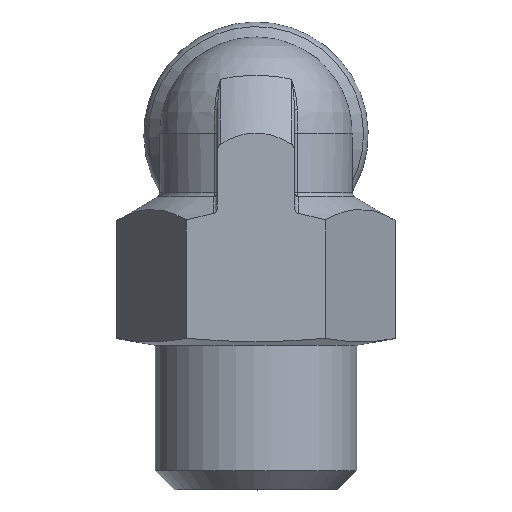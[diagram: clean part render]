
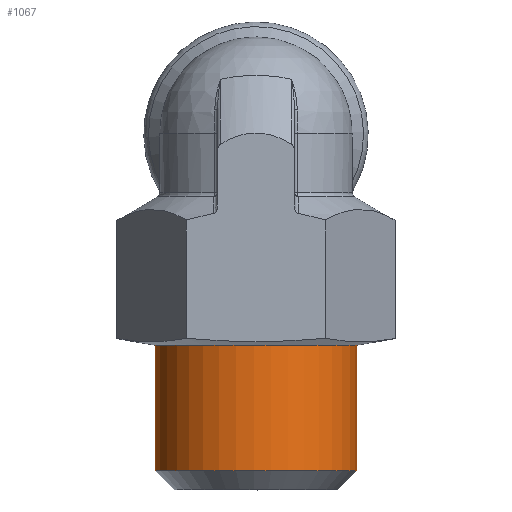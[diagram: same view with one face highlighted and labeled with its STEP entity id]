
A CAD part, top view. The second image highlights one B-rep face of the part: STEP entity #1067.
In plain terms, the highlighted cylindrical face has radius 10.477 mm (diameter 20.955 mm), a full revolution.
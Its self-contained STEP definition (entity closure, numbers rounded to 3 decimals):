
#125=LINE('',#1756,#156);
#156=VECTOR('',#1383,10.478);
#177=CYLINDRICAL_SURFACE('',#1184,10.478);
#207=FACE_OUTER_BOUND('',#275,.T.);
#275=EDGE_LOOP('',(#737,#738,#739,#740,#741));
#350=CIRCLE('',#1182,10.478);
#351=CIRCLE('',#1185,10.478);
#352=CIRCLE('',#1186,10.478);
#425=VERTEX_POINT('',#1711);
#430=VERTEX_POINT('',#1755);
#431=VERTEX_POINT('',#1757);
#535=EDGE_CURVE('',#425,#425,#350,.T.);
#543=EDGE_CURVE('',#425,#430,#125,.T.);
#544=EDGE_CURVE('',#430,#431,#351,.T.);
#545=EDGE_CURVE('',#431,#430,#352,.T.);
#737=ORIENTED_EDGE('',*,*,#535,.F.);
#738=ORIENTED_EDGE('',*,*,#543,.T.);
#739=ORIENTED_EDGE('',*,*,#544,.T.);
#740=ORIENTED_EDGE('',*,*,#545,.T.);
#741=ORIENTED_EDGE('',*,*,#543,.F.);
#1067=ADVANCED_FACE('',(#207),#177,.T.);
#1182=AXIS2_PLACEMENT_3D('',#1713,#1375,#1376);
#1184=AXIS2_PLACEMENT_3D('',#1754,#1381,#1382);
#1185=AXIS2_PLACEMENT_3D('',#1758,#1384,#1385);
#1186=AXIS2_PLACEMENT_3D('',#1759,#1386,#1387);
#1375=DIRECTION('center_axis',(0.,1.,0.));
#1376=DIRECTION('ref_axis',(-1.,0.,0.));
#1381=DIRECTION('center_axis',(0.,1.,0.));
#1382=DIRECTION('ref_axis',(0.479,0.,0.878));
#1383=DIRECTION('',(0.,-1.,0.));
#1384=DIRECTION('center_axis',(0.,1.,0.));
#1385=DIRECTION('ref_axis',(-1.,0.,0.));
#1386=DIRECTION('center_axis',(0.,1.,0.));
#1387=DIRECTION('ref_axis',(-1.,0.,0.));
#1711=CARTESIAN_POINT('',(-5.023,-22.,-9.195));
#1713=CARTESIAN_POINT('Origin',(0.,-22.,0.));
#1754=CARTESIAN_POINT('Origin',(0.,-28.442,0.));
#1755=CARTESIAN_POINT('',(-5.023,-35.023,-9.195));
#1756=CARTESIAN_POINT('',(-5.023,-28.442,-9.195));
#1757=CARTESIAN_POINT('',(5.023,-35.023,9.195));
#1758=CARTESIAN_POINT('Origin',(0.,-35.023,0.));
#1759=CARTESIAN_POINT('Origin',(0.,-35.023,0.));
